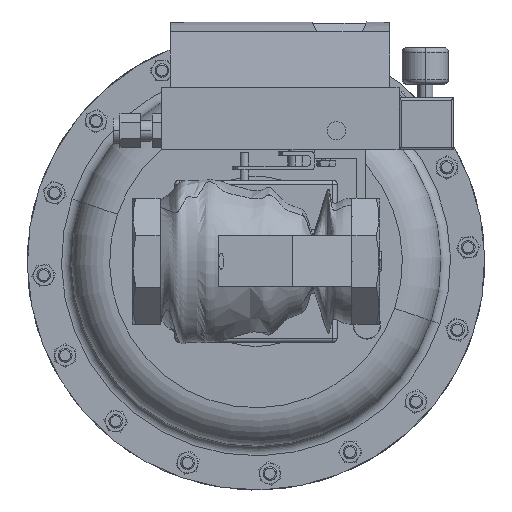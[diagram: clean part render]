
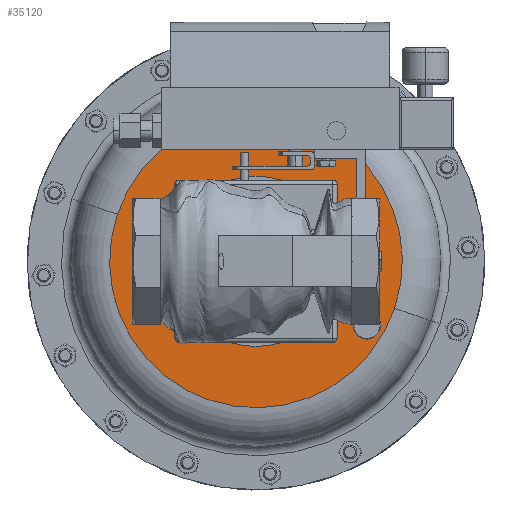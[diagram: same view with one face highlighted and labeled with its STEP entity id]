
A CAD part, front view. The second image highlights one B-rep face of the part: STEP entity #35120.
In plain terms, the highlighted planar face has unit normal (0, -1, 0).
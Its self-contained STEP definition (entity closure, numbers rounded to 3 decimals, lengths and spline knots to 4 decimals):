
#814 = CARTESIAN_POINT ( 'NONE',  ( 2.676, 8.92, -1.6295 ) ) ;
#4332 = DIRECTION ( 'NONE',  ( 0., -1., 0. ) ) ;
#6244 = ORIENTED_EDGE ( 'NONE', *, *, #33875, .T. ) ;
#6629 = CARTESIAN_POINT ( 'NONE',  ( -3.7877, 8.92, 1.2858 ) ) ;
#6901 = CARTESIAN_POINT ( 'NONE',  ( 0., 8.92, -2.325 ) ) ;
#7059 = DIRECTION ( 'NONE',  ( 0., 1., 0. ) ) ;
#8045 = VERTEX_POINT ( 'NONE', #6901 ) ;
#8399 = CARTESIAN_POINT ( 'NONE',  ( 0., 8.92, 0. ) ) ;
#9012 = CARTESIAN_POINT ( 'NONE',  ( 3.3862, 8.92, -1.8705 ) ) ;
#9216 = DIRECTION ( 'NONE',  ( 0., -1., 0. ) ) ;
#9486 = DIRECTION ( 'NONE',  ( 0., 1., 0. ) ) ;
#11896 = AXIS2_PLACEMENT_3D ( 'NONE', #29907, #4332, #35089 ) ;
#12793 = DIRECTION ( 'NONE',  ( 0.947, 0., -0.321 ) ) ;
#13330 = DIRECTION ( 'NONE',  ( 0., 1., 0. ) ) ;
#13601 = EDGE_LOOP ( 'NONE', ( #42444, #53153 ) ) ;
#16976 = ORIENTED_EDGE ( 'NONE', *, *, #45565, .T. ) ;
#19803 = CIRCLE ( 'NONE', #20948, 2.325 ) ;
#20064 = PLANE ( 'NONE',  #42860 ) ;
#20948 = AXIS2_PLACEMENT_3D ( 'NONE', #35557, #9216, #39963 ) ;
#21340 = CIRCLE ( 'NONE', #11896, 2.325 ) ;
#21632 = FACE_BOUND ( 'NONE', #33115, .T. ) ;
#22773 = EDGE_CURVE ( 'NONE', #8045, #27252, #21340, .T. ) ;
#23496 = VERTEX_POINT ( 'NONE', #814 ) ;
#24195 = ORIENTED_EDGE ( 'NONE', *, *, #40014, .F. ) ;
#24486 = DIRECTION ( 'NONE',  ( -0.947, 0., 0.321 ) ) ;
#25501 = AXIS2_PLACEMENT_3D ( 'NONE', #35823, #9486, #40236 ) ;
#26629 = CARTESIAN_POINT ( 'NONE',  ( 3.7877, 8.92, -1.2858 ) ) ;
#27252 = VERTEX_POINT ( 'NONE', #46719 ) ;
#29907 = CARTESIAN_POINT ( 'NONE',  ( 0., 8.92, 0. ) ) ;
#31258 = EDGE_LOOP ( 'NONE', ( #24195, #39589 ) ) ;
#33115 = EDGE_LOOP ( 'NONE', ( #16976, #6244 ) ) ;
#33387 = CARTESIAN_POINT ( 'NONE',  ( 3.0311, 8.92, -1.75 ) ) ;
#33392 = FACE_BOUND ( 'NONE', #13601, .T. ) ;
#33443 = AXIS2_PLACEMENT_3D ( 'NONE', #39678, #13330, #44101 ) ;
#33501 = CIRCLE ( 'NONE', #25501, 0.375 ) ;
#33875 = EDGE_CURVE ( 'NONE', #23496, #37400, #33501, .T. ) ;
#35089 = DIRECTION ( 'NONE',  ( 0., 0., -1. ) ) ;
#35120 = ADVANCED_FACE ( 'NONE', ( #33392, #56623, #21632 ), #20064, .T. ) ;
#35313 = CIRCLE ( 'NONE', #52272, 0.375 ) ;
#35557 = CARTESIAN_POINT ( 'NONE',  ( 0., 8.92, 0. ) ) ;
#35823 = CARTESIAN_POINT ( 'NONE',  ( 3.0311, 8.92, -1.75 ) ) ;
#35921 = VERTEX_POINT ( 'NONE', #26629 ) ;
#37400 = VERTEX_POINT ( 'NONE', #9012 ) ;
#37807 = DIRECTION ( 'NONE',  ( 0.947, 0., -0.321 ) ) ;
#38091 = AXIS2_PLACEMENT_3D ( 'NONE', #8399, #39143, #12793 ) ;
#39143 = DIRECTION ( 'NONE',  ( 0., 1., 0. ) ) ;
#39589 = ORIENTED_EDGE ( 'NONE', *, *, #46636, .F. ) ;
#39678 = CARTESIAN_POINT ( 'NONE',  ( 0., 8.92, 0. ) ) ;
#39963 = DIRECTION ( 'NONE',  ( 0., 0., -1. ) ) ;
#40014 = EDGE_CURVE ( 'NONE', #35921, #44243, #41681, .T. ) ;
#40236 = DIRECTION ( 'NONE',  ( 0.947, 0., -0.321 ) ) ;
#41681 = CIRCLE ( 'NONE', #33443, 4. ) ;
#42071 = EDGE_CURVE ( 'NONE', #27252, #8045, #19803, .T. ) ;
#42444 = ORIENTED_EDGE ( 'NONE', *, *, #22773, .F. ) ;
#42860 = AXIS2_PLACEMENT_3D ( 'NONE', #50375, #50768, #24486 ) ;
#44101 = DIRECTION ( 'NONE',  ( 0.947, 0., -0.321 ) ) ;
#44243 = VERTEX_POINT ( 'NONE', #6629 ) ;
#45069 = CIRCLE ( 'NONE', #38091, 4. ) ;
#45565 = EDGE_CURVE ( 'NONE', #37400, #23496, #35313, .T. ) ;
#46636 = EDGE_CURVE ( 'NONE', #44243, #35921, #45069, .T. ) ;
#46719 = CARTESIAN_POINT ( 'NONE',  ( 0., 8.92, 2.325 ) ) ;
#50375 = CARTESIAN_POINT ( 'NONE',  ( -1.2858, 8.92, -3.7877 ) ) ;
#50768 = DIRECTION ( 'NONE',  ( 0., -1., 0. ) ) ;
#52272 = AXIS2_PLACEMENT_3D ( 'NONE', #33387, #7059, #37807 ) ;
#53153 = ORIENTED_EDGE ( 'NONE', *, *, #42071, .F. ) ;
#56623 = FACE_OUTER_BOUND ( 'NONE', #31258, .T. ) ;
